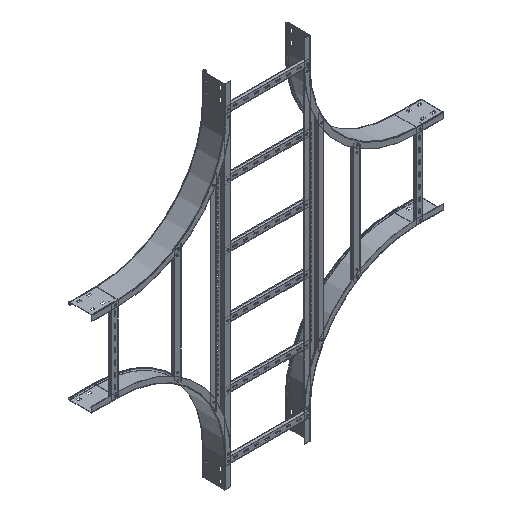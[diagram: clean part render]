
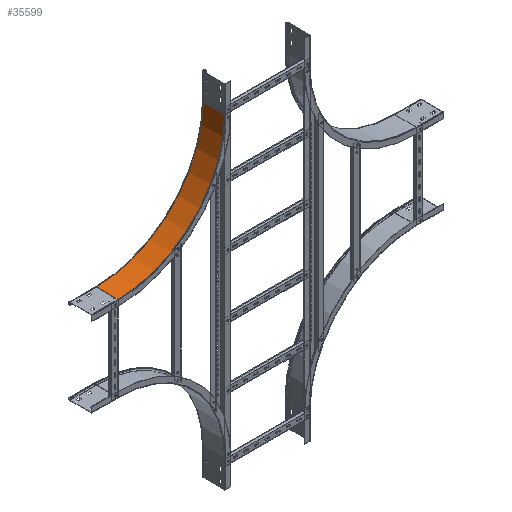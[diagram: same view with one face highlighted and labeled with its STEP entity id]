
A CAD part, isometric view. The second image highlights one B-rep face of the part: STEP entity #35599.
In plain terms, the highlighted cylindrical face has radius 500 mm (diameter 1000 mm), a partial arc.
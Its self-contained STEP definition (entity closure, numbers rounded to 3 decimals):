
#880 = CARTESIAN_POINT ( 'NONE',  ( 500., 0., 0. ) ) ;
#1288 = ORIENTED_EDGE ( 'NONE', *, *, #24929, .F. ) ;
#3054 = DIRECTION ( 'NONE',  ( -0.707, 0., 0.707 ) ) ;
#3779 = CARTESIAN_POINT ( 'NONE',  ( 146.447, 104., -353.553 ) ) ;
#3951 = ORIENTED_EDGE ( 'NONE', *, *, #14065, .F. ) ;
#6684 = VERTEX_POINT ( 'NONE', #21927 ) ;
#6735 = CARTESIAN_POINT ( 'NONE',  ( 146.447, 2.5, 353.553 ) ) ;
#7868 = DIRECTION ( 'NONE',  ( 0., 1., 0. ) ) ;
#9054 = DIRECTION ( 'NONE',  ( 0., 1., 0. ) ) ;
#10506 = FACE_OUTER_BOUND ( 'NONE', #30642, .T. ) ;
#11125 = LINE ( 'NONE', #6735, #20381 ) ;
#11762 = CARTESIAN_POINT ( 'NONE',  ( 146.447, 2.5, -353.553 ) ) ;
#12726 = CARTESIAN_POINT ( 'NONE',  ( 500., 104., 0. ) ) ;
#12869 = CIRCLE ( 'NONE', #28556, 500. ) ;
#14065 = EDGE_CURVE ( 'NONE', #6684, #31424, #11125, .T. ) ;
#15567 = DIRECTION ( 'NONE',  ( -0.707, 0., 0.707 ) ) ;
#17471 = AXIS2_PLACEMENT_3D ( 'NONE', #12726, #30013, #15567 ) ;
#18684 = VERTEX_POINT ( 'NONE', #22914 ) ;
#19309 = VECTOR ( 'NONE', #9054, 1000. ) ;
#20381 = VECTOR ( 'NONE', #7868, 1000. ) ;
#20638 = DIRECTION ( 'NONE',  ( 0., 0., -1. ) ) ;
#21795 = CARTESIAN_POINT ( 'NONE',  ( 146.447, 104., 353.553 ) ) ;
#21927 = CARTESIAN_POINT ( 'NONE',  ( 146.447, 2.5, 353.553 ) ) ;
#22269 = CIRCLE ( 'NONE', #17471, 500. ) ;
#22273 = AXIS2_PLACEMENT_3D ( 'NONE', #880, #31636, #20638 ) ;
#22914 = CARTESIAN_POINT ( 'NONE',  ( 146.447, 2.5, -353.553 ) ) ;
#23652 = EDGE_CURVE ( 'NONE', #6684, #18684, #12869, .T. ) ;
#24177 = CYLINDRICAL_SURFACE ( 'NONE', #22273, 500. ) ;
#24929 = EDGE_CURVE ( 'NONE', #31424, #34634, #22269, .T. ) ;
#28556 = AXIS2_PLACEMENT_3D ( 'NONE', #33925, #34195, #3054 ) ;
#28590 = LINE ( 'NONE', #11762, #19309 ) ;
#29807 = EDGE_CURVE ( 'NONE', #18684, #34634, #28590, .T. ) ;
#30013 = DIRECTION ( 'NONE',  ( 0., -1., 0. ) ) ;
#30427 = ORIENTED_EDGE ( 'NONE', *, *, #29807, .T. ) ;
#30642 = EDGE_LOOP ( 'NONE', ( #1288, #3951, #33337, #30427 ) ) ;
#31424 = VERTEX_POINT ( 'NONE', #21795 ) ;
#31636 = DIRECTION ( 'NONE',  ( 0., -1., 0. ) ) ;
#33337 = ORIENTED_EDGE ( 'NONE', *, *, #23652, .T. ) ;
#33925 = CARTESIAN_POINT ( 'NONE',  ( 500., 2.5, 0. ) ) ;
#34195 = DIRECTION ( 'NONE',  ( 0., -1., 0. ) ) ;
#34634 = VERTEX_POINT ( 'NONE', #3779 ) ;
#35599 = ADVANCED_FACE ( 'NONE', ( #10506 ), #24177, .F. ) ;
